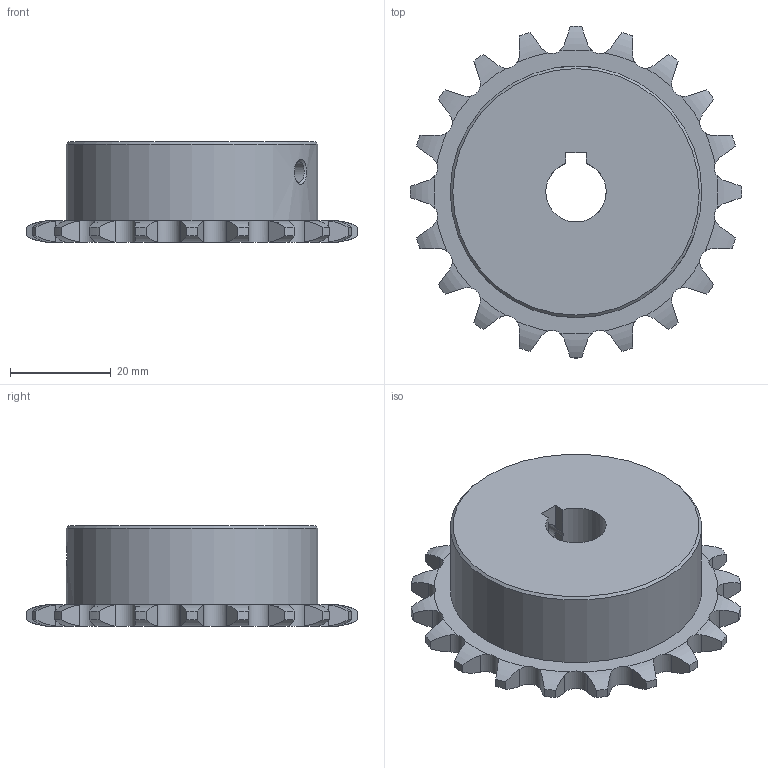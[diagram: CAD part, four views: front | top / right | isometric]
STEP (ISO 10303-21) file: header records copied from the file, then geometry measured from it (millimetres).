
FILE_DESCRIPTION( ( 'STEP AP203' ), '1' );
FILE_NAME( 'simple_shapes.stp', '2022-10-26T06:46:25', ( 'License CC BY 4.0' ), ( '' ), '', '', '' );
FILE_SCHEMA( ( 'CONFIG_CONTROL_DESIGN' ) );
Length unit declared in the file: millimetre
Products named in the file (1): _BSP35B20-N-12_b
Bounding box: 66 x 66 x 20 mm (x, y, z)
Volume: 39995.1 mm3; surface area: 10249.6 mm2
Topology: 1 solids, 1 shells, 136 faces, 401 edges, 267 vertices
Faces by surface type: plane 49, cylinder 44, torus 40, cone 3
Full cylindrical faces by diameter (mm): 4.134 x2, 50 x1
Entity records: 5272 total; most frequent: CARTESIAN_POINT 1858, ORIENTED_EDGE 784, DIRECTION 630, EDGE_CURVE 392, AXIS2_PLACEMENT_3D 266, VERTEX_POINT 264, B_SPLINE_CURVE_WITH_KNOTS 165, EDGE_LOOP 148
